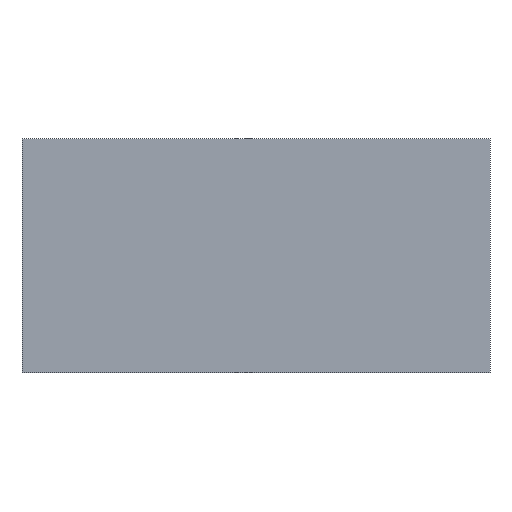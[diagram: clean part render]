
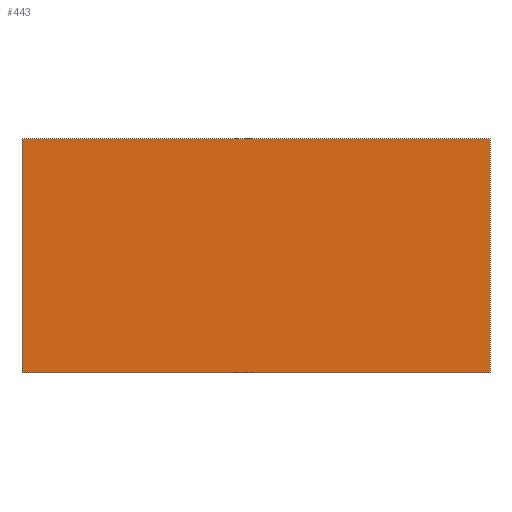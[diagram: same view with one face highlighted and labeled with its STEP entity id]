
A CAD part, front view. The second image highlights one B-rep face of the part: STEP entity #443.
In plain terms, the highlighted planar face has unit normal (0, -1, 0).
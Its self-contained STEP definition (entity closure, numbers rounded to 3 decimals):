
#327=DIRECTION('',(0.,0.,1.));
#328=VECTOR('',#327,150.);
#329=CARTESIAN_POINT('',(-150.,0.,-75.));
#330=LINE('',#329,#328);
#335=DIRECTION('',(1.,0.,0.));
#336=VECTOR('',#335,300.);
#337=CARTESIAN_POINT('',(-150.,0.,75.));
#338=LINE('',#337,#336);
#342=DIRECTION('',(0.,0.,-1.));
#343=VECTOR('',#342,150.);
#344=CARTESIAN_POINT('',(150.,0.,75.));
#345=LINE('',#344,#343);
#349=DIRECTION('',(-1.,0.,0.));
#350=VECTOR('',#349,300.);
#351=CARTESIAN_POINT('',(150.,0.,-75.));
#352=LINE('',#351,#350);
#412=CARTESIAN_POINT('',(-150.,0.,-75.));
#413=CARTESIAN_POINT('',(-150.,0.,75.));
#414=VERTEX_POINT('',#412);
#415=VERTEX_POINT('',#413);
#416=CARTESIAN_POINT('',(150.,0.,75.));
#417=VERTEX_POINT('',#416);
#418=CARTESIAN_POINT('',(150.,0.,-75.));
#419=VERTEX_POINT('',#418);
#428=CARTESIAN_POINT('',(0.,0.,0.));
#429=DIRECTION('',(0.,1.,0.));
#430=DIRECTION('',(1.,0.,0.));
#431=AXIS2_PLACEMENT_3D('',#428,#429,#430);
#432=PLANE('',#431);
#434=ORIENTED_EDGE('',*,*,#433,.T.);
#436=ORIENTED_EDGE('',*,*,#435,.T.);
#438=ORIENTED_EDGE('',*,*,#437,.T.);
#440=ORIENTED_EDGE('',*,*,#439,.T.);
#441=EDGE_LOOP('',(#434,#436,#438,#440));
#442=FACE_OUTER_BOUND('',#441,.F.);
#433=EDGE_CURVE('',#414,#415,#330,.T.);
#435=EDGE_CURVE('',#415,#417,#338,.T.);
#437=EDGE_CURVE('',#417,#419,#345,.T.);
#439=EDGE_CURVE('',#419,#414,#352,.T.);
#443=ADVANCED_FACE('',(#442),#432,.F.);
